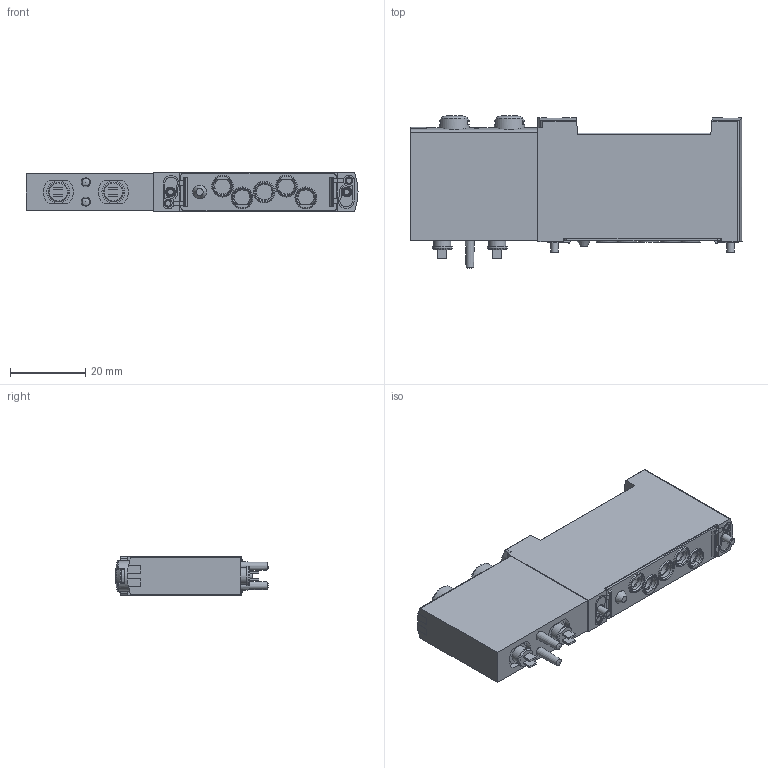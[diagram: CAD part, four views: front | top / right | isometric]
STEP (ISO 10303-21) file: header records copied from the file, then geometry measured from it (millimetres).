
FILE_DESCRIPTION(/* description */ ('STEP AP214'),/* implementation_level */ '2;1');
FILE_NAME(/* name */ '8041888_VUVG-B10-B52-ZT-F-1T1L-EX2C',/* time_stamp */ '2024-09-17T11:37:17+02:00',/* author */ ('License CC BY-ND 4.0'),/* organization */ ('CADENAS'),/* preprocessor_version */ 'ST-DEVELOPER v19.3',/* originating_system */ 'PARTsolutions',/* authorisation */ ' ');
FILE_SCHEMA (('PROCESS_PLANNING_SCHEMA','AP242_MANAGED_MODEL_BASED_3D_ENGINEERING_MIM_LF { 1 0 10303 442 3 1 4 }','AUTOMOTIVE_DESIGN {1 0 10303 214 3 1 1}'));
Length unit declared in the file: millimetre
Products named in the file (4): 8041888 VUVG-B10-B52-ZT-F-1T1L-EX2C; 575203 VUVG-B-10-B52--ZT-F--1T1--L---EX2C---(G); 8086666 M2X34-10.9-Z; 738315 VABD-L1-10B-S-M7---(DR)
Assembly tree (4 placements, depth 2):
  8041888 VUVG-B10-B52-ZT-F-1T1L-EX2C
    575203 VUVG-B-10-B52--ZT-F--1T1--L---EX2C---(G)
    8086666 M2X34-10.9-Z  x2
    738315 VABD-L1-10B-S-M7---(DR)
Bounding box: 88.5 x 40.62 x 10.25 mm (x, y, z)
Volume: 26087.3 mm3; surface area: 11050.9 mm2
Topology: 4 solids, 4 shells, 471 faces, 1191 edges, 780 vertices
Faces by surface type: plane 294, cylinder 111, cone 32, torus 26, sphere 8
Full cylindrical faces by diameter (mm): 1.5 x2, 1.69 x2, 2 x2, 2.65 x2, 3.9 x2, 4.2 x6, 4.5 x2, 5.3 x2, 5.5 x1, 5.6 x10, 6.1 x2, 8.1 x2
Entity records: 13103 total; most frequent: CARTESIAN_POINT 2371, DIRECTION 2255, ORIENTED_EDGE 2060, EDGE_CURVE 1030, AXIS2_PLACEMENT_3D 814, VERTEX_POINT 718, LINE 627, VECTOR 627
